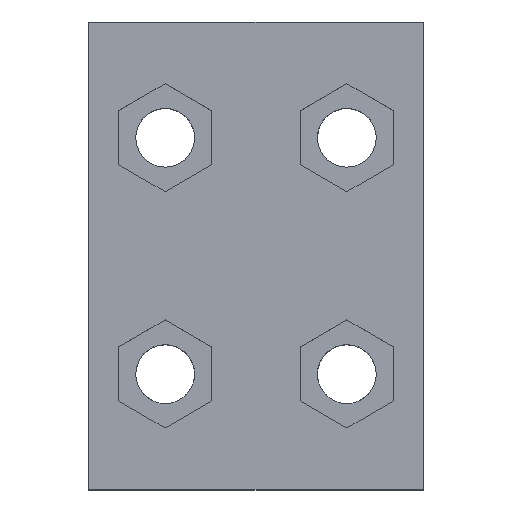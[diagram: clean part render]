
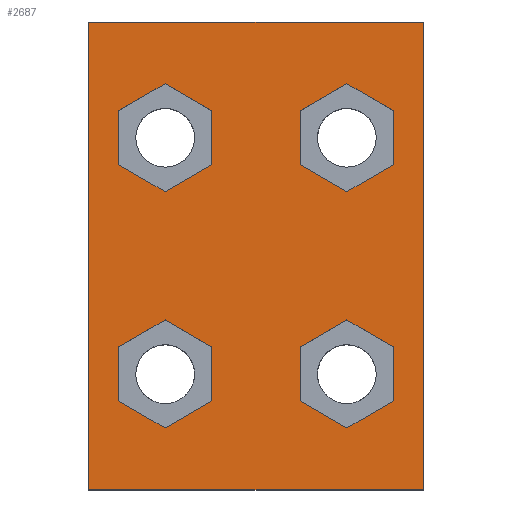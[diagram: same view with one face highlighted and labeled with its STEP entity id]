
A CAD part, top view. The second image highlights one B-rep face of the part: STEP entity #2687.
In plain terms, the highlighted planar face has unit normal (0, 0, 1).
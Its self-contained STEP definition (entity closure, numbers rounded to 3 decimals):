
#174=LINE('',#3952,#487);
#178=LINE('',#3960,#491);
#181=LINE('',#3966,#494);
#184=LINE('',#3972,#497);
#187=LINE('',#3978,#500);
#190=LINE('',#3983,#503);
#192=LINE('',#3991,#505);
#196=LINE('',#3999,#509);
#199=LINE('',#4005,#512);
#202=LINE('',#4011,#515);
#205=LINE('',#4017,#518);
#208=LINE('',#4022,#521);
#210=LINE('',#4030,#523);
#214=LINE('',#4038,#527);
#217=LINE('',#4044,#530);
#220=LINE('',#4050,#533);
#223=LINE('',#4056,#536);
#226=LINE('',#4061,#539);
#228=LINE('',#4069,#541);
#232=LINE('',#4077,#545);
#235=LINE('',#4083,#548);
#238=LINE('',#4089,#551);
#241=LINE('',#4095,#554);
#244=LINE('',#4100,#557);
#309=LINE('',#4286,#622);
#317=LINE('',#4301,#630);
#326=LINE('',#4321,#639);
#366=LINE('',#4402,#679);
#487=VECTOR('',#3216,10.);
#491=VECTOR('',#3222,10.);
#494=VECTOR('',#3227,10.);
#497=VECTOR('',#3232,10.);
#500=VECTOR('',#3237,10.);
#503=VECTOR('',#3242,10.);
#505=VECTOR('',#3250,10.);
#509=VECTOR('',#3256,10.);
#512=VECTOR('',#3261,10.);
#515=VECTOR('',#3266,10.);
#518=VECTOR('',#3271,10.);
#521=VECTOR('',#3276,10.);
#523=VECTOR('',#3284,10.);
#527=VECTOR('',#3290,10.);
#530=VECTOR('',#3295,10.);
#533=VECTOR('',#3300,10.);
#536=VECTOR('',#3305,10.);
#539=VECTOR('',#3310,10.);
#541=VECTOR('',#3318,10.);
#545=VECTOR('',#3324,10.);
#548=VECTOR('',#3329,10.);
#551=VECTOR('',#3334,10.);
#554=VECTOR('',#3339,10.);
#557=VECTOR('',#3344,10.);
#622=VECTOR('',#3507,10.);
#630=VECTOR('',#3517,10.);
#639=VECTOR('',#3536,10.);
#679=VECTOR('',#3600,10.);
#726=FACE_BOUND('',#991,.T.);
#727=FACE_BOUND('',#992,.T.);
#728=FACE_BOUND('',#993,.T.);
#729=FACE_BOUND('',#994,.T.);
#842=FACE_OUTER_BOUND('',#990,.T.);
#990=EDGE_LOOP('',(#2315,#2316,#2317,#2318));
#991=EDGE_LOOP('',(#2319,#2320,#2321,#2322,#2323,#2324));
#992=EDGE_LOOP('',(#2325,#2326,#2327,#2328,#2329,#2330));
#993=EDGE_LOOP('',(#2331,#2332,#2333,#2334,#2335,#2336));
#994=EDGE_LOOP('',(#2337,#2338,#2339,#2340,#2341,#2342));
#1130=VERTEX_POINT('',#3950);
#1131=VERTEX_POINT('',#3951);
#1134=VERTEX_POINT('',#3959);
#1136=VERTEX_POINT('',#3965);
#1138=VERTEX_POINT('',#3971);
#1140=VERTEX_POINT('',#3977);
#1143=VERTEX_POINT('',#3989);
#1144=VERTEX_POINT('',#3990);
#1147=VERTEX_POINT('',#3998);
#1149=VERTEX_POINT('',#4004);
#1151=VERTEX_POINT('',#4010);
#1153=VERTEX_POINT('',#4016);
#1156=VERTEX_POINT('',#4028);
#1157=VERTEX_POINT('',#4029);
#1160=VERTEX_POINT('',#4037);
#1162=VERTEX_POINT('',#4043);
#1164=VERTEX_POINT('',#4049);
#1166=VERTEX_POINT('',#4055);
#1169=VERTEX_POINT('',#4067);
#1170=VERTEX_POINT('',#4068);
#1173=VERTEX_POINT('',#4076);
#1175=VERTEX_POINT('',#4082);
#1177=VERTEX_POINT('',#4088);
#1179=VERTEX_POINT('',#4094);
#1251=VERTEX_POINT('',#4283);
#1252=VERTEX_POINT('',#4285);
#1258=VERTEX_POINT('',#4299);
#1264=VERTEX_POINT('',#4319);
#1435=EDGE_CURVE('',#1130,#1131,#174,.T.);
#1439=EDGE_CURVE('',#1134,#1130,#178,.T.);
#1442=EDGE_CURVE('',#1136,#1134,#181,.T.);
#1445=EDGE_CURVE('',#1138,#1136,#184,.T.);
#1448=EDGE_CURVE('',#1140,#1138,#187,.T.);
#1451=EDGE_CURVE('',#1131,#1140,#190,.T.);
#1454=EDGE_CURVE('',#1143,#1144,#192,.T.);
#1458=EDGE_CURVE('',#1147,#1143,#196,.T.);
#1461=EDGE_CURVE('',#1149,#1147,#199,.T.);
#1464=EDGE_CURVE('',#1151,#1149,#202,.T.);
#1467=EDGE_CURVE('',#1153,#1151,#205,.T.);
#1470=EDGE_CURVE('',#1144,#1153,#208,.T.);
#1473=EDGE_CURVE('',#1156,#1157,#210,.T.);
#1477=EDGE_CURVE('',#1160,#1156,#214,.T.);
#1480=EDGE_CURVE('',#1162,#1160,#217,.T.);
#1483=EDGE_CURVE('',#1164,#1162,#220,.T.);
#1486=EDGE_CURVE('',#1166,#1164,#223,.T.);
#1489=EDGE_CURVE('',#1157,#1166,#226,.T.);
#1492=EDGE_CURVE('',#1169,#1170,#228,.T.);
#1496=EDGE_CURVE('',#1173,#1169,#232,.T.);
#1499=EDGE_CURVE('',#1175,#1173,#235,.T.);
#1502=EDGE_CURVE('',#1177,#1175,#238,.T.);
#1505=EDGE_CURVE('',#1179,#1177,#241,.T.);
#1508=EDGE_CURVE('',#1170,#1179,#244,.T.);
#1602=EDGE_CURVE('',#1252,#1251,#309,.T.);
#1610=EDGE_CURVE('',#1251,#1258,#317,.T.);
#1620=EDGE_CURVE('',#1264,#1258,#326,.T.);
#1661=EDGE_CURVE('',#1252,#1264,#366,.T.);
#2315=ORIENTED_EDGE('',*,*,#1602,.T.);
#2316=ORIENTED_EDGE('',*,*,#1610,.T.);
#2317=ORIENTED_EDGE('',*,*,#1620,.F.);
#2318=ORIENTED_EDGE('',*,*,#1661,.F.);
#2319=ORIENTED_EDGE('',*,*,#1435,.T.);
#2320=ORIENTED_EDGE('',*,*,#1451,.T.);
#2321=ORIENTED_EDGE('',*,*,#1448,.T.);
#2322=ORIENTED_EDGE('',*,*,#1445,.T.);
#2323=ORIENTED_EDGE('',*,*,#1442,.T.);
#2324=ORIENTED_EDGE('',*,*,#1439,.T.);
#2325=ORIENTED_EDGE('',*,*,#1454,.T.);
#2326=ORIENTED_EDGE('',*,*,#1470,.T.);
#2327=ORIENTED_EDGE('',*,*,#1467,.T.);
#2328=ORIENTED_EDGE('',*,*,#1464,.T.);
#2329=ORIENTED_EDGE('',*,*,#1461,.T.);
#2330=ORIENTED_EDGE('',*,*,#1458,.T.);
#2331=ORIENTED_EDGE('',*,*,#1473,.T.);
#2332=ORIENTED_EDGE('',*,*,#1489,.T.);
#2333=ORIENTED_EDGE('',*,*,#1486,.T.);
#2334=ORIENTED_EDGE('',*,*,#1483,.T.);
#2335=ORIENTED_EDGE('',*,*,#1480,.T.);
#2336=ORIENTED_EDGE('',*,*,#1477,.T.);
#2337=ORIENTED_EDGE('',*,*,#1492,.T.);
#2338=ORIENTED_EDGE('',*,*,#1508,.T.);
#2339=ORIENTED_EDGE('',*,*,#1505,.T.);
#2340=ORIENTED_EDGE('',*,*,#1502,.T.);
#2341=ORIENTED_EDGE('',*,*,#1499,.T.);
#2342=ORIENTED_EDGE('',*,*,#1496,.T.);
#2553=PLANE('',#2910);
#2687=ADVANCED_FACE('',(#842,#726,#727,#728,#729),#2553,.T.);
#2910=AXIS2_PLACEMENT_3D('',#4401,#3598,#3599);
#3216=DIRECTION('',(0.866,-0.5,0.));
#3222=DIRECTION('',(0.866,0.5,0.));
#3227=DIRECTION('',(0.,1.,0.));
#3232=DIRECTION('',(-0.866,0.5,0.));
#3237=DIRECTION('',(-0.866,-0.5,0.));
#3242=DIRECTION('',(0.,-1.,0.));
#3250=DIRECTION('',(-0.866,0.5,0.));
#3256=DIRECTION('',(-0.866,-0.5,0.));
#3261=DIRECTION('',(0.,-1.,0.));
#3266=DIRECTION('',(0.866,-0.5,0.));
#3271=DIRECTION('',(0.866,0.5,0.));
#3276=DIRECTION('',(0.,1.,0.));
#3284=DIRECTION('',(0.866,0.5,0.));
#3290=DIRECTION('',(0.,1.,0.));
#3295=DIRECTION('',(-0.866,0.5,0.));
#3300=DIRECTION('',(-0.866,-0.5,0.));
#3305=DIRECTION('',(0.,-1.,0.));
#3310=DIRECTION('',(0.866,-0.5,0.));
#3318=DIRECTION('',(-0.866,0.5,0.));
#3324=DIRECTION('',(-0.866,-0.5,0.));
#3329=DIRECTION('',(0.,-1.,0.));
#3334=DIRECTION('',(0.866,-0.5,0.));
#3339=DIRECTION('',(0.866,0.5,0.));
#3344=DIRECTION('',(0.,1.,0.));
#3507=DIRECTION('',(0.,-1.,0.));
#3517=DIRECTION('',(1.,0.,0.));
#3536=DIRECTION('',(0.,-1.,0.));
#3598=DIRECTION('center_axis',(0.,0.,1.));
#3599=DIRECTION('ref_axis',(0.,-1.,0.));
#3600=DIRECTION('',(1.,0.,0.));
#3950=CARTESIAN_POINT('',(5.7,16.384,11.));
#3951=CARTESIAN_POINT('',(9.2,14.363,11.));
#3952=CARTESIAN_POINT('',(2.563,18.195,11.));
#3959=CARTESIAN_POINT('',(2.2,14.363,11.));
#3960=CARTESIAN_POINT('',(2.812,14.716,11.));
#3965=CARTESIAN_POINT('',(2.2,10.321,11.));
#3966=CARTESIAN_POINT('',(2.2,15.661,11.));
#3971=CARTESIAN_POINT('',(5.7,8.301,11.));
#3972=CARTESIAN_POINT('',(0.813,11.122,11.));
#3977=CARTESIAN_POINT('',(9.2,10.321,11.));
#3978=CARTESIAN_POINT('',(8.062,9.664,11.));
#3983=CARTESIAN_POINT('',(9.2,17.681,11.));
#3989=CARTESIAN_POINT('',(5.7,-9.384,11.));
#3990=CARTESIAN_POINT('',(2.2,-7.363,11.));
#3991=CARTESIAN_POINT('',(-3.016,-4.351,11.));
#3998=CARTESIAN_POINT('',(9.2,-7.363,11.));
#3999=CARTESIAN_POINT('',(11.891,-5.809,11.));
#4004=CARTESIAN_POINT('',(9.2,-3.321,11.));
#4005=CARTESIAN_POINT('',(9.2,8.839,11.));
#4010=CARTESIAN_POINT('',(5.7,-1.301,11.));
#4011=CARTESIAN_POINT('',(-1.266,2.721,11.));
#4016=CARTESIAN_POINT('',(2.2,-3.321,11.));
#4017=CARTESIAN_POINT('',(6.641,-0.757,11.));
#4022=CARTESIAN_POINT('',(2.2,6.819,11.));
#4028=CARTESIAN_POINT('',(15.8,14.363,11.));
#4029=CARTESIAN_POINT('',(19.3,16.384,11.));
#4030=CARTESIAN_POINT('',(11.312,11.772,11.));
#4037=CARTESIAN_POINT('',(15.8,10.321,11.));
#4038=CARTESIAN_POINT('',(15.8,15.661,11.));
#4043=CARTESIAN_POINT('',(19.3,8.301,11.));
#4044=CARTESIAN_POINT('',(9.313,14.067,11.));
#4049=CARTESIAN_POINT('',(22.8,10.321,11.));
#4050=CARTESIAN_POINT('',(16.562,6.72,11.));
#4055=CARTESIAN_POINT('',(22.8,14.363,11.));
#4056=CARTESIAN_POINT('',(22.8,17.681,11.));
#4061=CARTESIAN_POINT('',(11.063,21.139,11.));
#4067=CARTESIAN_POINT('',(19.3,-9.384,11.));
#4068=CARTESIAN_POINT('',(15.8,-7.363,11.));
#4069=CARTESIAN_POINT('',(5.484,-1.407,11.));
#4076=CARTESIAN_POINT('',(22.8,-7.363,11.));
#4077=CARTESIAN_POINT('',(20.391,-8.754,11.));
#4082=CARTESIAN_POINT('',(22.8,-3.321,11.));
#4083=CARTESIAN_POINT('',(22.8,8.839,11.));
#4088=CARTESIAN_POINT('',(19.3,-1.301,11.));
#4089=CARTESIAN_POINT('',(7.234,5.666,11.));
#4094=CARTESIAN_POINT('',(15.8,-3.321,11.));
#4095=CARTESIAN_POINT('',(15.141,-3.702,11.));
#4100=CARTESIAN_POINT('',(15.8,6.819,11.));
#4283=CARTESIAN_POINT('',(0.,-14.,11.));
#4285=CARTESIAN_POINT('',(0.,21.,11.));
#4286=CARTESIAN_POINT('',(0.,21.,11.));
#4299=CARTESIAN_POINT('',(25.,-14.,11.));
#4301=CARTESIAN_POINT('',(0.,-14.,11.));
#4319=CARTESIAN_POINT('',(25.,21.,11.));
#4321=CARTESIAN_POINT('',(25.,21.,11.));
#4401=CARTESIAN_POINT('Origin',(0.,21.,11.));
#4402=CARTESIAN_POINT('',(0.,21.,11.));
